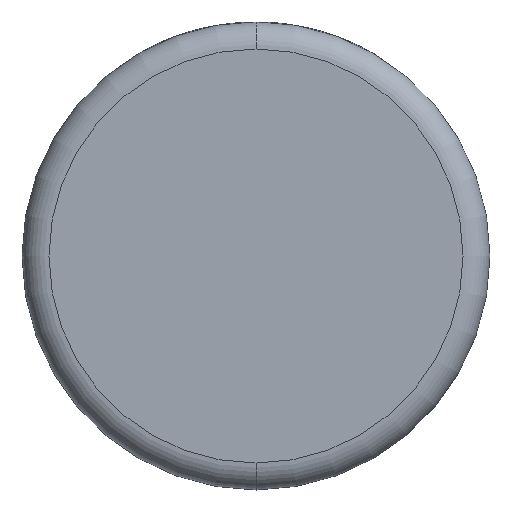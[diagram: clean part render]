
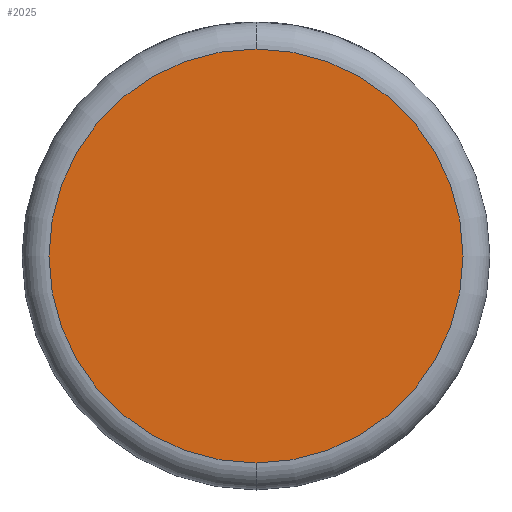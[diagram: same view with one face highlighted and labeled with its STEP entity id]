
A CAD part, front view. The second image highlights one B-rep face of the part: STEP entity #2025.
In plain terms, the highlighted planar face has unit normal (0, -1, 0).
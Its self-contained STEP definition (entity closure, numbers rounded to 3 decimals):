
#4 = EDGE_CURVE ( 'NONE', #4387, #2502, #1885, .T. ) ;
#610 = FACE_OUTER_BOUND ( 'NONE', #3212, .T. ) ;
#812 = DIRECTION ( 'NONE',  ( 0., 0., 1. ) ) ;
#900 = AXIS2_PLACEMENT_3D ( 'NONE', #1189, #1556, #4253 ) ;
#1128 = PLANE ( 'NONE',  #2273 ) ;
#1189 = CARTESIAN_POINT ( 'NONE',  ( 0., 0., 0. ) ) ;
#1495 = DIRECTION ( 'NONE',  ( 0., 0., 1. ) ) ;
#1556 = DIRECTION ( 'NONE',  ( 0., -1., 0. ) ) ;
#1813 = CARTESIAN_POINT ( 'NONE',  ( 0., 0., 0. ) ) ;
#1885 = CIRCLE ( 'NONE', #2701, 15.926 ) ;
#2025 = ADVANCED_FACE ( 'NONE', ( #610 ), #1128, .F. ) ;
#2273 = AXIS2_PLACEMENT_3D ( 'NONE', #1813, #3733, #1495 ) ;
#2502 = VERTEX_POINT ( 'NONE', #3417 ) ;
#2554 = ORIENTED_EDGE ( 'NONE', *, *, #4, .T. ) ;
#2629 = DIRECTION ( 'NONE',  ( 0., -1., 0. ) ) ;
#2647 = CARTESIAN_POINT ( 'NONE',  ( 0., 0., 0. ) ) ;
#2701 = AXIS2_PLACEMENT_3D ( 'NONE', #2647, #2629, #812 ) ;
#2833 = ORIENTED_EDGE ( 'NONE', *, *, #3888, .T. ) ;
#3212 = EDGE_LOOP ( 'NONE', ( #2833, #2554 ) ) ;
#3417 = CARTESIAN_POINT ( 'NONE',  ( 0., 0., 15.926 ) ) ;
#3733 = DIRECTION ( 'NONE',  ( 0., 1., 0. ) ) ;
#3827 = CARTESIAN_POINT ( 'NONE',  ( 0., 0., -15.926 ) ) ;
#3888 = EDGE_CURVE ( 'NONE', #2502, #4387, #4467, .T. ) ;
#4253 = DIRECTION ( 'NONE',  ( 0., 0., 1. ) ) ;
#4387 = VERTEX_POINT ( 'NONE', #3827 ) ;
#4467 = CIRCLE ( 'NONE', #900, 15.926 ) ;
